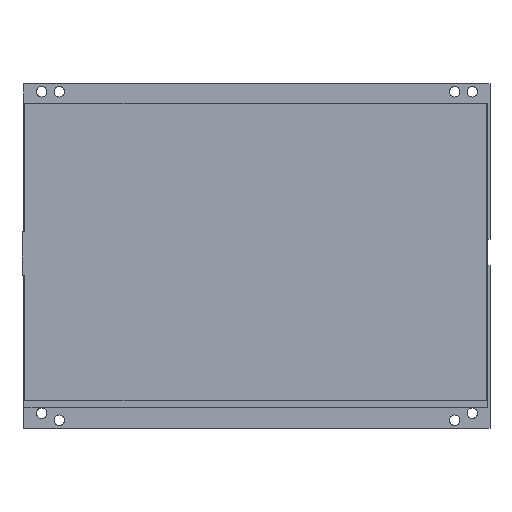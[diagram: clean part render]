
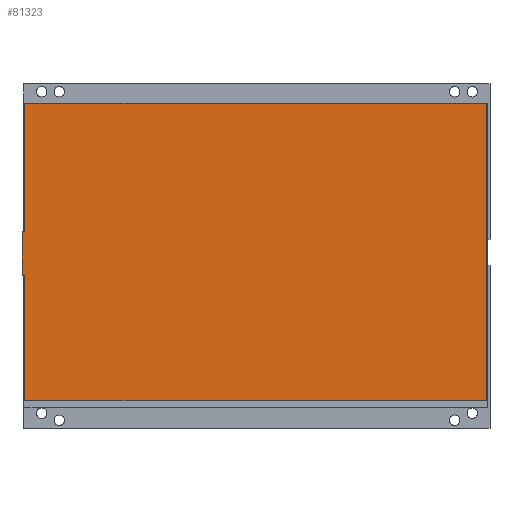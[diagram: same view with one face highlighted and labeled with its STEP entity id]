
A CAD part, top view. The second image highlights one B-rep face of the part: STEP entity #81323.
In plain terms, the highlighted face is planar.
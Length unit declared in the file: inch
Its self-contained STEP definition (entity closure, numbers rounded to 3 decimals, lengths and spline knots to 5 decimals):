
#619 = PLANE ( 'NONE',  #60253 ) ;
#669 = CARTESIAN_POINT ( 'NONE',  ( -3.33528, 0., -0.11024 ) ) ;
#4130 = VERTEX_POINT ( 'NONE', #19434 ) ;
#6926 = ORIENTED_EDGE ( 'NONE', *, *, #141590, .F. ) ;
#12514 = ORIENTED_EDGE ( 'NONE', *, *, #31126, .F. ) ;
#19434 = CARTESIAN_POINT ( 'NONE',  ( -3.32528, 0., 0.08661 ) ) ;
#22643 = DIRECTION ( 'NONE',  ( 0., 0., 1. ) ) ;
#29539 = CARTESIAN_POINT ( 'NONE',  ( 3.24016, 0., -2.09449 ) ) ;
#30404 = ORIENTED_EDGE ( 'NONE', *, *, #251318, .T. ) ;
#31126 = EDGE_CURVE ( 'NONE', #148111, #110828, #220210, .T. ) ;
#33446 = LINE ( 'NONE', #194051, #150190 ) ;
#34359 = ORIENTED_EDGE ( 'NONE', *, *, #136286, .F. ) ;
#42368 = VERTEX_POINT ( 'NONE', #272121 ) ;
#46790 = CARTESIAN_POINT ( 'NONE',  ( -3.29528, 0., 2.11417 ) ) ;
#51696 = VECTOR ( 'NONE', #255080, 39.37008 ) ;
#52026 = CARTESIAN_POINT ( 'NONE',  ( -3.32528, 0., -0.32677 ) ) ;
#54750 = LINE ( 'NONE', #248198, #171635 ) ;
#58830 = LINE ( 'NONE', #188429, #254924 ) ;
#60253 = AXIS2_PLACEMENT_3D ( 'NONE', #109891, #154082, #22643 ) ;
#60761 = LINE ( 'NONE', #206261, #177706 ) ;
#61550 = LINE ( 'NONE', #119997, #230034 ) ;
#62285 = DIRECTION ( 'NONE',  ( 1., 0., 0. ) ) ;
#63342 = DIRECTION ( 'NONE',  ( -1., 0., 0. ) ) ;
#65704 = EDGE_CURVE ( 'NONE', #104219, #174699, #61550, .T. ) ;
#67914 = EDGE_CURVE ( 'NONE', #144068, #274427, #33446, .T. ) ;
#69521 = VECTOR ( 'NONE', #179255, 39.37008 ) ;
#74164 = CARTESIAN_POINT ( 'NONE',  ( -3.29528, 0., -2.09449 ) ) ;
#74512 = DIRECTION ( 'NONE',  ( 0., 0., 1. ) ) ;
#74654 = EDGE_CURVE ( 'NONE', #104219, #236992, #60761, .T. ) ;
#79965 = ORIENTED_EDGE ( 'NONE', *, *, #67914, .T. ) ;
#81323 = ADVANCED_FACE ( 'NONE', ( #214364 ), #619, .F. ) ;
#93379 = LINE ( 'NONE', #172883, #144915 ) ;
#100790 = CARTESIAN_POINT ( 'NONE',  ( -3.33528, 0., 0.08661 ) ) ;
#101093 = CARTESIAN_POINT ( 'NONE',  ( -3.29528, 0., -2.09449 ) ) ;
#104219 = VERTEX_POINT ( 'NONE', #199345 ) ;
#109891 = CARTESIAN_POINT ( 'NONE',  ( -3.29528, 0., -2.09449 ) ) ;
#109910 = LINE ( 'NONE', #669, #168431 ) ;
#110828 = VERTEX_POINT ( 'NONE', #125535 ) ;
#111862 = CARTESIAN_POINT ( 'NONE',  ( -3.29528, 0., 2.11417 ) ) ;
#112076 = CARTESIAN_POINT ( 'NONE',  ( -3.32528, 0., 0.30315 ) ) ;
#115650 = LINE ( 'NONE', #52026, #167274 ) ;
#116253 = DIRECTION ( 'NONE',  ( 1., 0., 0. ) ) ;
#119393 = EDGE_CURVE ( 'NONE', #4130, #135383, #93379, .T. ) ;
#119997 = CARTESIAN_POINT ( 'NONE',  ( -3.29528, 0., 0.30315 ) ) ;
#123817 = EDGE_CURVE ( 'NONE', #236992, #195934, #245110, .T. ) ;
#125535 = CARTESIAN_POINT ( 'NONE',  ( -3.29528, 0., -2.09449 ) ) ;
#126515 = VECTOR ( 'NONE', #251150, 39.37008 ) ;
#128410 = CARTESIAN_POINT ( 'NONE',  ( -3.33528, 0., -0.11024 ) ) ;
#132041 = DIRECTION ( 'NONE',  ( 0., 0., -1. ) ) ;
#135383 = VERTEX_POINT ( 'NONE', #100790 ) ;
#136286 = EDGE_CURVE ( 'NONE', #110828, #253805, #243706, .T. ) ;
#141590 = EDGE_CURVE ( 'NONE', #195934, #148111, #208782, .T. ) ;
#142061 = DIRECTION ( 'NONE',  ( -1., 0., 0. ) ) ;
#144068 = VERTEX_POINT ( 'NONE', #128410 ) ;
#144915 = VECTOR ( 'NONE', #63342, 39.37008 ) ;
#146984 = DIRECTION ( 'NONE',  ( 0., 0., -1. ) ) ;
#148111 = VERTEX_POINT ( 'NONE', #29539 ) ;
#149121 = ORIENTED_EDGE ( 'NONE', *, *, #277628, .T. ) ;
#150190 = VECTOR ( 'NONE', #62285, 39.37008 ) ;
#154082 = DIRECTION ( 'NONE',  ( 0., 1., 0. ) ) ;
#160440 = DIRECTION ( 'NONE',  ( 0., 0., -1. ) ) ;
#161453 = ORIENTED_EDGE ( 'NONE', *, *, #74654, .F. ) ;
#167274 = VECTOR ( 'NONE', #160440, 39.37008 ) ;
#168431 = VECTOR ( 'NONE', #132041, 39.37008 ) ;
#168972 = ORIENTED_EDGE ( 'NONE', *, *, #119393, .T. ) ;
#171635 = VECTOR ( 'NONE', #116253, 39.37008 ) ;
#172883 = CARTESIAN_POINT ( 'NONE',  ( -3.32528, 0., 0.08661 ) ) ;
#173218 = EDGE_CURVE ( 'NONE', #274427, #42368, #115650, .T. ) ;
#174699 = VERTEX_POINT ( 'NONE', #112076 ) ;
#177706 = VECTOR ( 'NONE', #74512, 39.37008 ) ;
#179255 = DIRECTION ( 'NONE',  ( 1., 0., 0. ) ) ;
#188429 = CARTESIAN_POINT ( 'NONE',  ( -3.32528, 0., 0.08661 ) ) ;
#192915 = ORIENTED_EDGE ( 'NONE', *, *, #123817, .F. ) ;
#194051 = CARTESIAN_POINT ( 'NONE',  ( -3.32528, 0., -0.11024 ) ) ;
#195934 = VERTEX_POINT ( 'NONE', #270423 ) ;
#199345 = CARTESIAN_POINT ( 'NONE',  ( -3.29528, 0., 0.30315 ) ) ;
#206261 = CARTESIAN_POINT ( 'NONE',  ( -3.29528, 0., -2.09449 ) ) ;
#207541 = ORIENTED_EDGE ( 'NONE', *, *, #65704, .T. ) ;
#208782 = LINE ( 'NONE', #255808, #260413 ) ;
#210499 = DIRECTION ( 'NONE',  ( 0., 0., -1. ) ) ;
#214364 = FACE_OUTER_BOUND ( 'NONE', #263945, .T. ) ;
#218272 = ORIENTED_EDGE ( 'NONE', *, *, #244810, .T. ) ;
#220210 = LINE ( 'NONE', #101093, #51696 ) ;
#230034 = VECTOR ( 'NONE', #142061, 39.37008 ) ;
#236992 = VERTEX_POINT ( 'NONE', #46790 ) ;
#243706 = LINE ( 'NONE', #74164, #126515 ) ;
#244810 = EDGE_CURVE ( 'NONE', #174699, #4130, #58830, .T. ) ;
#245110 = LINE ( 'NONE', #111862, #69521 ) ;
#248198 = CARTESIAN_POINT ( 'NONE',  ( -3.29528, 0., -0.32677 ) ) ;
#250712 = CARTESIAN_POINT ( 'NONE',  ( -3.29528, 0., -0.32677 ) ) ;
#251150 = DIRECTION ( 'NONE',  ( 0., 0., 1. ) ) ;
#251318 = EDGE_CURVE ( 'NONE', #42368, #253805, #54750, .T. ) ;
#253805 = VERTEX_POINT ( 'NONE', #250712 ) ;
#254924 = VECTOR ( 'NONE', #210499, 39.37008 ) ;
#255080 = DIRECTION ( 'NONE',  ( -1., 0., 0. ) ) ;
#255808 = CARTESIAN_POINT ( 'NONE',  ( 3.24016, 0., -2.09449 ) ) ;
#260413 = VECTOR ( 'NONE', #146984, 39.37008 ) ;
#263945 = EDGE_LOOP ( 'NONE', ( #34359, #12514, #6926, #192915, #161453, #207541, #218272, #168972, #149121, #79965, #274701, #30404 ) ) ;
#264974 = CARTESIAN_POINT ( 'NONE',  ( -3.32528, 0., -0.11024 ) ) ;
#270423 = CARTESIAN_POINT ( 'NONE',  ( 3.24016, 0., 2.11417 ) ) ;
#272121 = CARTESIAN_POINT ( 'NONE',  ( -3.32528, 0., -0.32677 ) ) ;
#274427 = VERTEX_POINT ( 'NONE', #264974 ) ;
#274701 = ORIENTED_EDGE ( 'NONE', *, *, #173218, .T. ) ;
#277628 = EDGE_CURVE ( 'NONE', #135383, #144068, #109910, .T. ) ;
